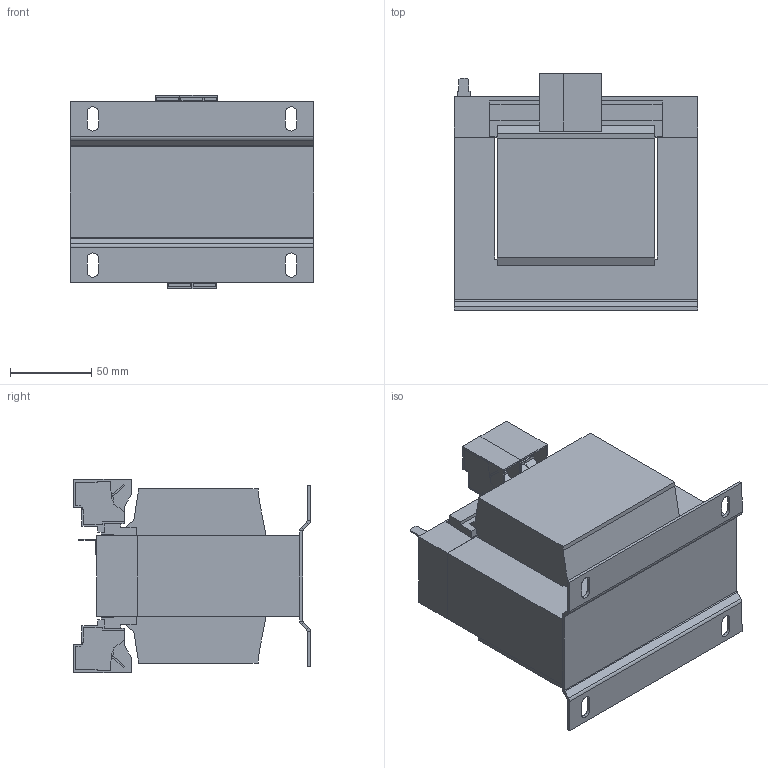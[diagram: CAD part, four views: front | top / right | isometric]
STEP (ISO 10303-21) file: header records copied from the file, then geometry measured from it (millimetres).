
FILE_DESCRIPTION (( 'STEP AP214' ), '1' );
FILE_NAME ('191293.STEP', '2023-08-22T12:11:06', ( '' ), ( '' ), 'SwSTEP 2.0', 'SolidWorks 2018', '' );
FILE_SCHEMA (( 'AUTOMOTIVE_DESIGN' ));
Length unit declared in the file: millimetre
Products named in the file (1): 191293
Bounding box: 150 x 145.57 x 118.9 mm (x, y, z)
Volume: 1461308.8 mm3; surface area: 157930.1 mm2
Topology: 1 solids, 1 shells, 419 faces, 1194 edges, 778 vertices
Faces by surface type: plane 367, cylinder 52
Entity records: 13454 total; most frequent: CARTESIAN_POINT 2392, ORIENTED_EDGE 2388, DIRECTION 2138, EDGE_CURVE 1194, VECTOR 1090, LINE 1090, VERTEX_POINT 778, AXIS2_PLACEMENT_3D 524
